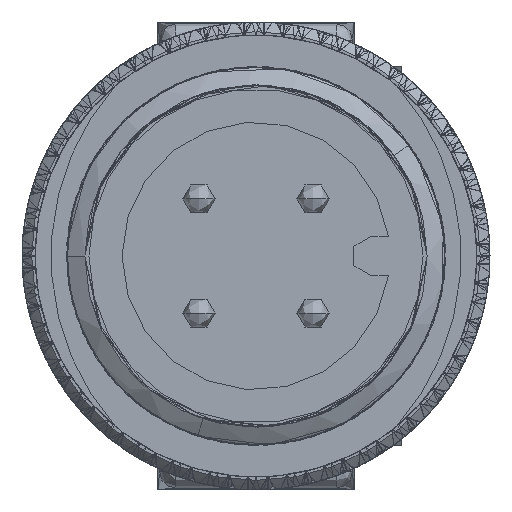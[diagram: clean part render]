
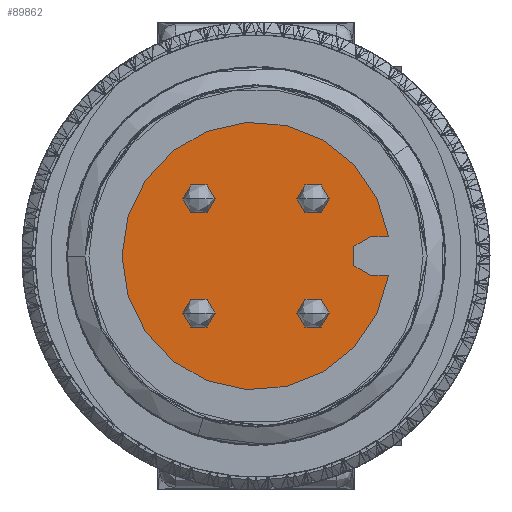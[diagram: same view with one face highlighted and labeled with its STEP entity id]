
A CAD part, left-side view. The second image highlights one B-rep face of the part: STEP entity #89862.
In plain terms, the highlighted planar face has unit normal (-1, 0, 0).
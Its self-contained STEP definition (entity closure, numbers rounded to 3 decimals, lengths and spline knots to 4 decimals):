
#31624=CARTESIAN_POINT('',(-1647.6,0.,0.));
#31625=DIRECTION('',(-1.,0.,0.));
#31626=DIRECTION('',(0.,-0.989,0.145));
#31627=AXIS2_PLACEMENT_3D('',#31624,#31625,#31626);
#31642=CARTESIAN_POINT('',(-1647.6,-3.55,0.));
#31643=DIRECTION('',(-1.,0.,0.));
#31644=DIRECTION('',(0.,0.,1.));
#31645=AXIS2_PLACEMENT_3D('',#31642,#31643,#31644);
#31647=DIRECTION('',(0.,-1.,0.));
#31648=VECTOR('',#31647,0.5564);
#31649=CARTESIAN_POINT('',(-1647.6,-3.55,-0.6));
#31650=LINE('',#31649,#31648);
#31651=DIRECTION('',(0.,1.,0.));
#31652=VECTOR('',#31651,0.5564);
#31653=CARTESIAN_POINT('',(-1647.6,-4.1064,0.6));
#31654=LINE('',#31653,#31652);
#31655=CARTESIAN_POINT('',(-1647.6,-1.7678,-1.7678));
#31656=DIRECTION('',(1.,0.,0.));
#31657=DIRECTION('',(0.,-1.,0.));
#31658=AXIS2_PLACEMENT_3D('',#31655,#31656,#31657);
#31660=CARTESIAN_POINT('',(-1647.6,-1.7678,-1.7678));
#31661=DIRECTION('',(1.,0.,0.));
#31662=DIRECTION('',(0.,1.,0.));
#31663=AXIS2_PLACEMENT_3D('',#31660,#31661,#31662);
#31665=CARTESIAN_POINT('',(-1647.6,-1.7678,1.7678));
#31666=DIRECTION('',(1.,0.,0.));
#31667=DIRECTION('',(0.,-1.,0.));
#31668=AXIS2_PLACEMENT_3D('',#31665,#31666,#31667);
#31670=CARTESIAN_POINT('',(-1647.6,-1.7678,1.7678));
#31671=DIRECTION('',(1.,0.,0.));
#31672=DIRECTION('',(0.,1.,0.));
#31673=AXIS2_PLACEMENT_3D('',#31670,#31671,#31672);
#31675=CARTESIAN_POINT('',(-1647.6,1.7678,1.7678));
#31676=DIRECTION('',(1.,0.,0.));
#31677=DIRECTION('',(0.,-1.,0.));
#31678=AXIS2_PLACEMENT_3D('',#31675,#31676,#31677);
#31680=CARTESIAN_POINT('',(-1647.6,1.7678,1.7678));
#31681=DIRECTION('',(1.,0.,0.));
#31682=DIRECTION('',(0.,1.,0.));
#31683=AXIS2_PLACEMENT_3D('',#31680,#31681,#31682);
#31685=CARTESIAN_POINT('',(-1647.6,1.7678,-1.7678));
#31686=DIRECTION('',(1.,0.,0.));
#31687=DIRECTION('',(0.,-1.,0.));
#31688=AXIS2_PLACEMENT_3D('',#31685,#31686,#31687);
#31690=CARTESIAN_POINT('',(-1647.6,1.7678,-1.7678));
#31691=DIRECTION('',(1.,0.,0.));
#31692=DIRECTION('',(0.,1.,0.));
#31693=AXIS2_PLACEMENT_3D('',#31690,#31691,#31692);
#34702=CARTESIAN_POINT('',(-1647.6,-4.1064,0.6));
#34704=VERTEX_POINT('',#34702);
#34705=CARTESIAN_POINT('',(-1647.6,-3.55,0.6));
#34706=CARTESIAN_POINT('',(-1647.6,-3.55,-0.6));
#34707=VERTEX_POINT('',#34705);
#34708=VERTEX_POINT('',#34706);
#34709=CARTESIAN_POINT('',(-1647.6,-4.1064,-0.6));
#34710=VERTEX_POINT('',#34709);
#34719=CARTESIAN_POINT('',(-1647.6,-2.2678,-1.7678));
#34720=CARTESIAN_POINT('',(-1647.6,-1.2678,-1.7678));
#34721=VERTEX_POINT('',#34719);
#34722=VERTEX_POINT('',#34720);
#34729=CARTESIAN_POINT('',(-1647.6,-2.2678,1.7678));
#34730=CARTESIAN_POINT('',(-1647.6,-1.2678,1.7678));
#34731=VERTEX_POINT('',#34729);
#34732=VERTEX_POINT('',#34730);
#34739=CARTESIAN_POINT('',(-1647.6,1.2678,1.7678));
#34740=CARTESIAN_POINT('',(-1647.6,2.2678,1.7678));
#34741=VERTEX_POINT('',#34739);
#34742=VERTEX_POINT('',#34740);
#34749=CARTESIAN_POINT('',(-1647.6,1.2678,-1.7678));
#34750=CARTESIAN_POINT('',(-1647.6,2.2678,-1.7678));
#34751=VERTEX_POINT('',#34749);
#34752=VERTEX_POINT('',#34750);
#89824=CARTESIAN_POINT('',(-1647.6,0.,0.));
#89825=DIRECTION('',(1.,0.,0.));
#89826=DIRECTION('',(0.,-1.,0.));
#89827=AXIS2_PLACEMENT_3D('',#89824,#89825,#89826);
#89828=PLANE('',#89827);
#89830=ORIENTED_EDGE('',*,*,#89829,.T.);
#89832=ORIENTED_EDGE('',*,*,#89831,.T.);
#89833=ORIENTED_EDGE('',*,*,#89814,.F.);
#89835=ORIENTED_EDGE('',*,*,#89834,.T.);
#89836=EDGE_LOOP('',(#89830,#89832,#89833,#89835));
#89837=FACE_OUTER_BOUND('',#89836,.F.);
#89839=ORIENTED_EDGE('',*,*,#89838,.F.);
#89841=ORIENTED_EDGE('',*,*,#89840,.F.);
#89842=EDGE_LOOP('',(#89839,#89841));
#89843=FACE_BOUND('',#89842,.F.);
#89845=ORIENTED_EDGE('',*,*,#89844,.F.);
#89847=ORIENTED_EDGE('',*,*,#89846,.F.);
#89848=EDGE_LOOP('',(#89845,#89847));
#89849=FACE_BOUND('',#89848,.F.);
#89851=ORIENTED_EDGE('',*,*,#89850,.F.);
#89853=ORIENTED_EDGE('',*,*,#89852,.F.);
#89854=EDGE_LOOP('',(#89851,#89853));
#89855=FACE_BOUND('',#89854,.F.);
#89857=ORIENTED_EDGE('',*,*,#89856,.F.);
#89859=ORIENTED_EDGE('',*,*,#89858,.F.);
#89860=EDGE_LOOP('',(#89857,#89859));
#89861=FACE_BOUND('',#89860,.F.);
#89862=ADVANCED_FACE('',(#89837,#89843,#89849,#89855,#89861),#89828,.F.);
#31628=CIRCLE('',#31627,4.15);
#31646=CIRCLE('',#31645,0.6);
#31659=CIRCLE('',#31658,0.5);
#31664=CIRCLE('',#31663,0.5);
#31669=CIRCLE('',#31668,0.5);
#31674=CIRCLE('',#31673,0.5);
#31679=CIRCLE('',#31678,0.5);
#31684=CIRCLE('',#31683,0.5);
#31689=CIRCLE('',#31688,0.5);
#31694=CIRCLE('',#31693,0.5);
#89814=EDGE_CURVE('',#34704,#34710,#31628,.T.);
#89829=EDGE_CURVE('',#34707,#34708,#31646,.T.);
#89831=EDGE_CURVE('',#34708,#34710,#31650,.T.);
#89834=EDGE_CURVE('',#34704,#34707,#31654,.T.);
#89838=EDGE_CURVE('',#34721,#34722,#31659,.T.);
#89840=EDGE_CURVE('',#34722,#34721,#31664,.T.);
#89844=EDGE_CURVE('',#34731,#34732,#31669,.T.);
#89846=EDGE_CURVE('',#34732,#34731,#31674,.T.);
#89850=EDGE_CURVE('',#34741,#34742,#31679,.T.);
#89852=EDGE_CURVE('',#34742,#34741,#31684,.T.);
#89856=EDGE_CURVE('',#34751,#34752,#31689,.T.);
#89858=EDGE_CURVE('',#34752,#34751,#31694,.T.);
